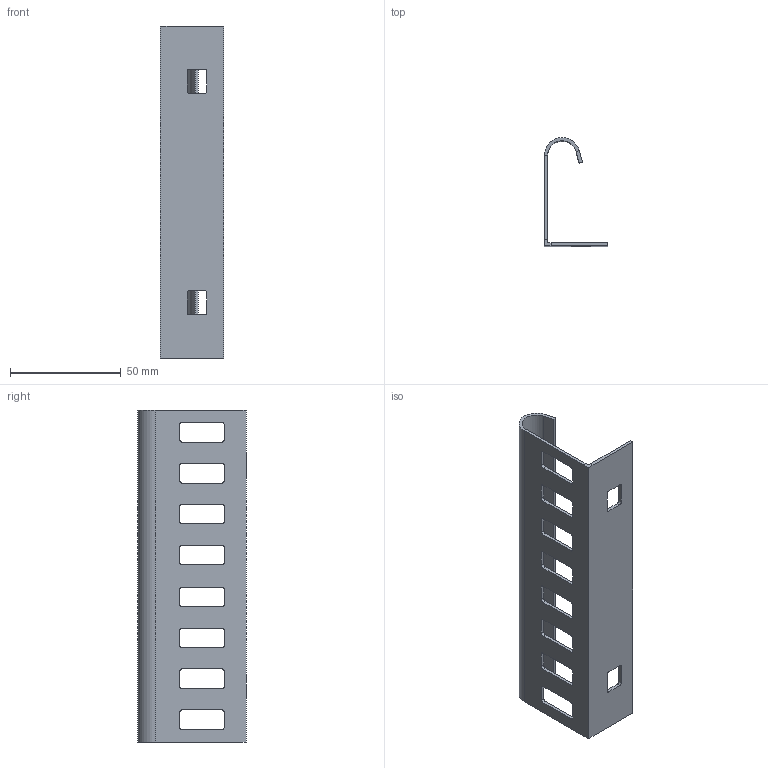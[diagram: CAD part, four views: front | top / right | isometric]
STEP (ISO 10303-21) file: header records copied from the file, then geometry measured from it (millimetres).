
FILE_DESCRIPTION (( 'STEP AP214' ), '1' );
FILE_NAME ('6200835.stp', '2017-03-21T13:40:25', ( '' ), ( '' ), 'SwSTEP 2.0', 'SolidWorks 2016', '' );
FILE_SCHEMA (( 'AUTOMOTIVE_DESIGN' ));
Length unit declared in the file: millimetre
Products named in the file (1): 6200835
Bounding box: 28.5 x 48.99 x 150 mm (x, y, z)
Volume: 18734.7 mm3; surface area: 26502.2 mm2
Topology: 1 solids, 1 shells, 100 faces, 286 edges, 188 vertices
Faces by surface type: plane 58, cylinder 42
Entity records: 3344 total; most frequent: CARTESIAN_POINT 575, ORIENTED_EDGE 572, DIRECTION 572, EDGE_CURVE 286, LINE 202, VECTOR 202, VERTEX_POINT 188, AXIS2_PLACEMENT_3D 185
